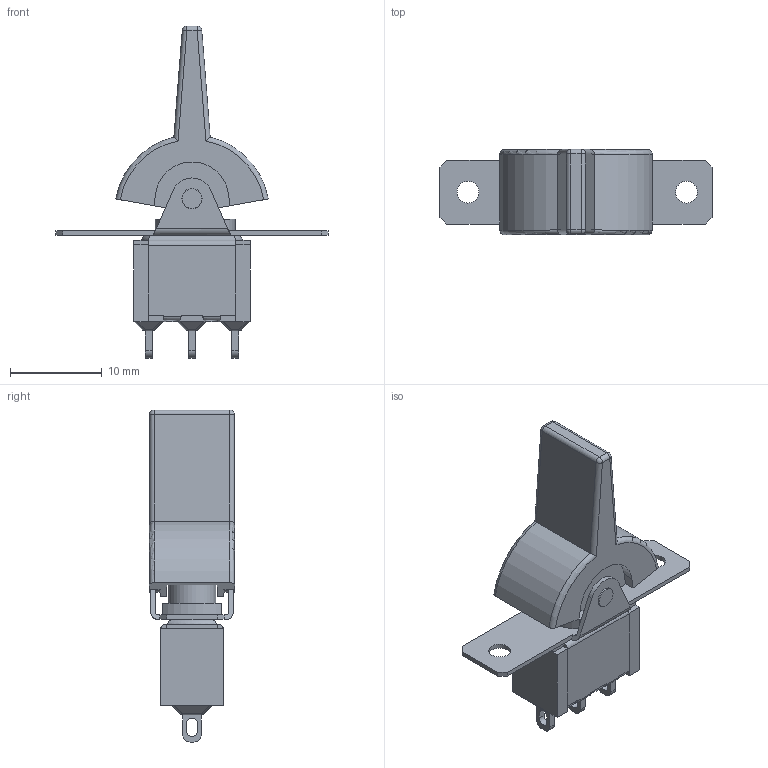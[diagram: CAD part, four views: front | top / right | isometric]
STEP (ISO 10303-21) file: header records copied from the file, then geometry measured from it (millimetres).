
FILE_DESCRIPTION(/* description */ (''),/* implementation_level */ '2;1');
FILE_NAME(/* name */ '300SPxR2xxxM1xE.stp',/* time_stamp */ '2025-05-13T08:55:57-05:00',/* author */ ('mroman'),/* organization */ (''),/* preprocessor_version */ 'ST-DEVELOPER v18.1',/* originating_system */ 'Autodesk Inventor 2022',/* authorisation */ '');
FILE_SCHEMA (('AUTOMOTIVE_DESIGN { 1 0 10303 214 3 1 1 }'));
Length unit declared in the file: inch
Products named in the file (1): 300SPxR2xxxM1xE
Bounding box: 29.63 x 9.27 x 36.16 mm (x, y, z)
Volume: 1795 mm3; surface area: 2394.1 mm2
Topology: 2 solids, 4 shells, 289 faces, 729 edges, 442 vertices
Faces by surface type: plane 185, cylinder 82, sphere 16, torus 6
Full cylindrical faces by diameter (mm): 2.15 x2, 2.2 x2, 2.39 x2, 3.2 x1, 5.2 x1
Entity records: 8561 total; most frequent: CARTESIAN_POINT 1541, DIRECTION 1465, ORIENTED_EDGE 1426, EDGE_CURVE 713, LINE 525, VECTOR 525, AXIS2_PLACEMENT_3D 470, VERTEX_POINT 442
